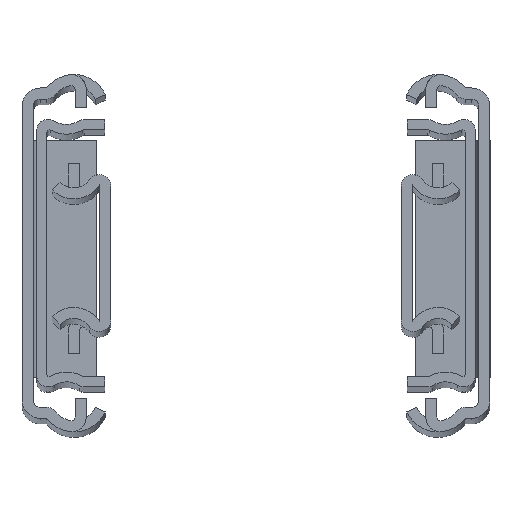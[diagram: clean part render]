
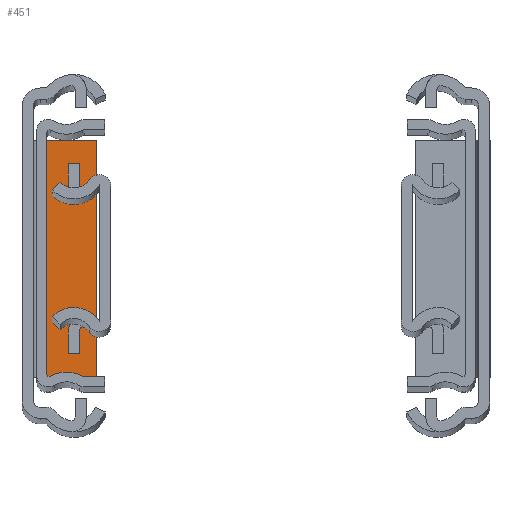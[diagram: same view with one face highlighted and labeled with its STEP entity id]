
A CAD part, top view. The second image highlights one B-rep face of the part: STEP entity #451.
In plain terms, the highlighted face is planar.
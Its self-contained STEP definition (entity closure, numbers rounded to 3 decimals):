
#451 = ADVANCED_FACE( '', ( #960 ), #961, .F. );
#960 = FACE_OUTER_BOUND( '', #1541, .T. );
#961 = PLANE( '', #1542 );
#1541 = EDGE_LOOP( '', ( #2652, #2653, #2654, #2655 ) );
#1542 = AXIS2_PLACEMENT_3D( '', #2656, #2657, #2658 );
#2652 = ORIENTED_EDGE( '', *, *, #3854, .T. );
#2653 = ORIENTED_EDGE( '', *, *, #3864, .F. );
#2654 = ORIENTED_EDGE( '', *, *, #3865, .F. );
#2655 = ORIENTED_EDGE( '', *, *, #3866, .T. );
#2656 = CARTESIAN_POINT( '', ( 4.72, 694.94, 25.4 ) );
#2657 = DIRECTION( '', ( 0., 1., 0. ) );
#2658 = DIRECTION( '', ( -1., 0., 0. ) );
#3854 = EDGE_CURVE( '', #4755, #4753, #4756, .T. );
#3864 = EDGE_CURVE( '', #4767, #4753, #4768, .T. );
#3865 = EDGE_CURVE( '', #4769, #4767, #4770, .T. );
#3866 = EDGE_CURVE( '', #4769, #4755, #4771, .T. );
#4753 = VERTEX_POINT( '', #5924 );
#4755 = VERTEX_POINT( '', #5927 );
#4756 = LINE( '', #5928, #5929 );
#4767 = VERTEX_POINT( '', #5943 );
#4768 = LINE( '', #5944, #5945 );
#4769 = VERTEX_POINT( '', #5946 );
#4770 = LINE( '', #5947, #5948 );
#4771 = LINE( '', #5949, #5950 );
#5924 = CARTESIAN_POINT( '', ( 15.837, 694.94, -25.4 ) );
#5927 = CARTESIAN_POINT( '', ( 4.72, 694.94, -25.4 ) );
#5928 = CARTESIAN_POINT( '', ( 4.72, 694.94, -25.4 ) );
#5929 = VECTOR( '', #6848, 1000. );
#5943 = CARTESIAN_POINT( '', ( 15.837, 694.94, 25.4 ) );
#5944 = CARTESIAN_POINT( '', ( 15.837, 694.94, 25.4 ) );
#5945 = VECTOR( '', #6858, 1000. );
#5946 = CARTESIAN_POINT( '', ( 4.72, 694.94, 25.4 ) );
#5947 = CARTESIAN_POINT( '', ( 4.72, 694.94, 25.4 ) );
#5948 = VECTOR( '', #6859, 1000. );
#5949 = CARTESIAN_POINT( '', ( 4.72, 694.94, 25.4 ) );
#5950 = VECTOR( '', #6860, 1000. );
#6848 = DIRECTION( '', ( 1., 0., 0. ) );
#6858 = DIRECTION( '', ( 0., 0., -1. ) );
#6859 = DIRECTION( '', ( 1., 0., 0. ) );
#6860 = DIRECTION( '', ( 0., 0., -1. ) );
